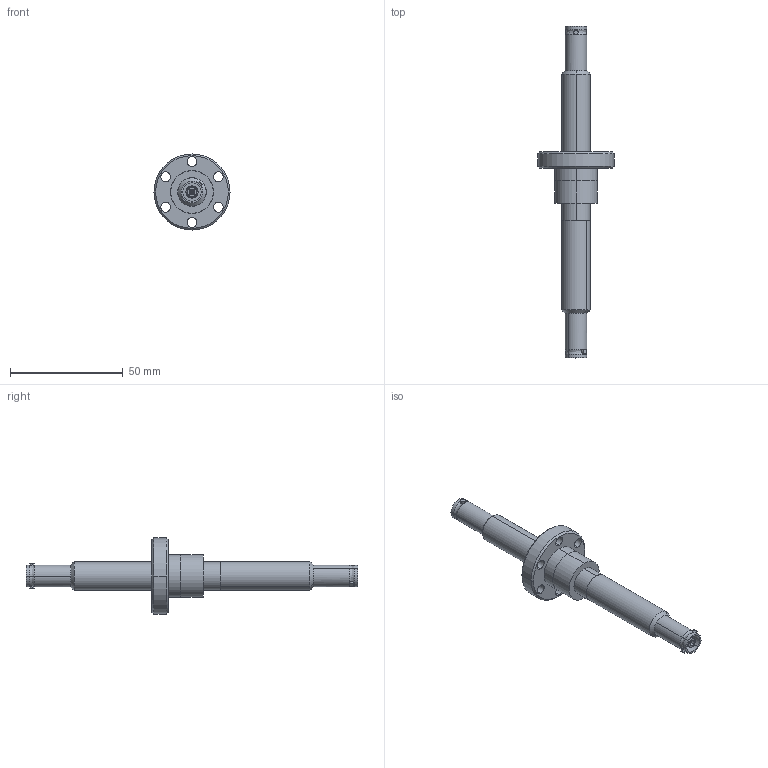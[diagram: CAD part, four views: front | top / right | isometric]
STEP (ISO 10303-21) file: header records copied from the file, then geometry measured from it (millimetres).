
FILE_DESCRIPTION (( 'STEP AP203' ), '1' );
FILE_NAME ('A8272-1-CF.STEP', '2013-08-29T12:36:40', ( '' ), ( '' ), 'SwSTEP 2.0', 'SolidWorks 2012', '' );
FILE_SCHEMA (( 'CONFIG_CONTROL_DESIGN' ));
Length unit declared in the file: inch
Products named in the file (1): A8272-1-CF
Bounding box: 33.78 x 147.32 x 33.78 mm (x, y, z)
Volume: 14488.2 mm3; surface area: 17775.9 mm2
Topology: 1 solids, 5 shells, 224 faces, 506 edges, 328 vertices
Faces by surface type: cylinder 120, plane 50, bspline 28, cone 26
Entity records: 7171 total; most frequent: CARTESIAN_POINT 1905, DIRECTION 1188, ORIENTED_EDGE 1012, AXIS2_PLACEMENT_3D 521, EDGE_CURVE 506, VERTEX_POINT 328, CIRCLE 324, EDGE_LOOP 280
